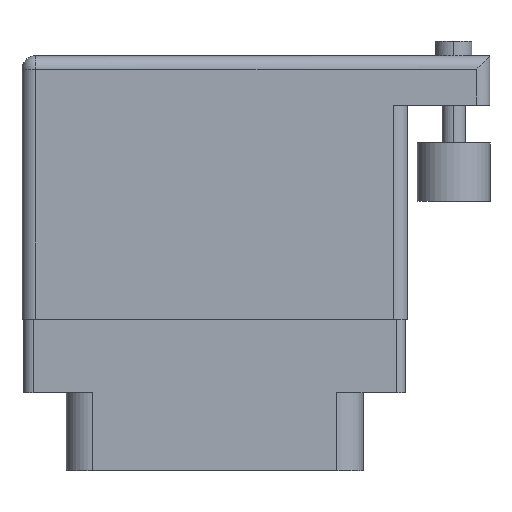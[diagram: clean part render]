
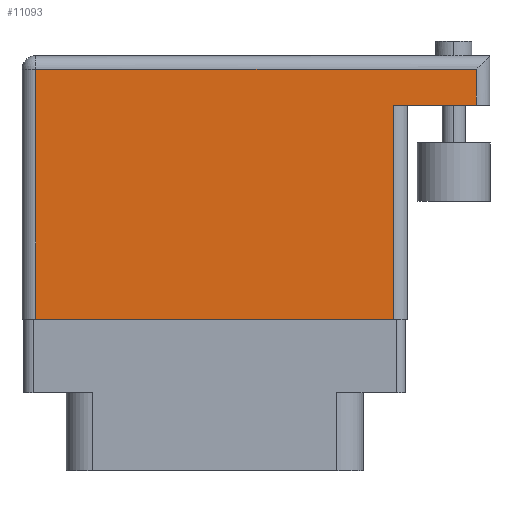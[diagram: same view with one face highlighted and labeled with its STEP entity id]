
A CAD part, front view. The second image highlights one B-rep face of the part: STEP entity #11093.
In plain terms, the highlighted face is planar.
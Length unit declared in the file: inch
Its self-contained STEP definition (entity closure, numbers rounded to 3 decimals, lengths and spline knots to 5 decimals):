
#310 = CARTESIAN_POINT ( 'NONE',  ( 1.562, 0.859, 0. ) ) ;
#610 = DIRECTION ( 'NONE',  ( -1., 0., 0. ) ) ;
#931 = PLANE ( 'NONE',  #16565 ) ;
#1174 = EDGE_LOOP ( 'NONE', ( #21255, #2612, #6833, #3732, #4566, #18715 ) ) ;
#1940 = VECTOR ( 'NONE', #20902, 39.37008 ) ;
#2463 = CARTESIAN_POINT ( 'NONE',  ( 0., 0.859, 0. ) ) ;
#2584 = EDGE_CURVE ( 'NONE', #9818, #16905, #16595, .T. ) ;
#2612 = ORIENTED_EDGE ( 'NONE', *, *, #6906, .T. ) ;
#2624 = VERTEX_POINT ( 'NONE', #8800 ) ;
#3732 = ORIENTED_EDGE ( 'NONE', *, *, #13457, .T. ) ;
#3812 = VERTEX_POINT ( 'NONE', #310 ) ;
#3815 = EDGE_CURVE ( 'NONE', #16905, #10681, #11218, .T. ) ;
#3854 = DIRECTION ( 'NONE',  ( 0., -1., 0. ) ) ;
#3909 = VECTOR ( 'NONE', #3854, 39.37008 ) ;
#4539 = CARTESIAN_POINT ( 'NONE',  ( 0., 0.906, 0. ) ) ;
#4566 = ORIENTED_EDGE ( 'NONE', *, *, #5371, .T. ) ;
#5371 = EDGE_CURVE ( 'NONE', #3812, #9818, #17057, .T. ) ;
#5397 = LINE ( 'NONE', #21523, #18598 ) ;
#5627 = CARTESIAN_POINT ( 'NONE',  ( 1.562, 0.906, 0. ) ) ;
#6168 = DIRECTION ( 'NONE',  ( 0., 0., -1. ) ) ;
#6565 = EDGE_CURVE ( 'NONE', #14365, #2624, #5397, .T. ) ;
#6833 = ORIENTED_EDGE ( 'NONE', *, *, #6565, .F. ) ;
#6906 = EDGE_CURVE ( 'NONE', #10681, #2624, #13030, .T. ) ;
#7809 = VECTOR ( 'NONE', #21396, 39.37008 ) ;
#8703 = VECTOR ( 'NONE', #14116, 39.37008 ) ;
#8800 = CARTESIAN_POINT ( 'NONE',  ( 1.278, 0.736, 0. ) ) ;
#9181 = FACE_OUTER_BOUND ( 'NONE', #1174, .T. ) ;
#9188 = CARTESIAN_POINT ( 'NONE',  ( 1.278, 0.736, 0. ) ) ;
#9818 = VERTEX_POINT ( 'NONE', #19413 ) ;
#10681 = VERTEX_POINT ( 'NONE', #18734 ) ;
#10808 = CARTESIAN_POINT ( 'NONE',  ( 1.562, 0.736, 0. ) ) ;
#11057 = CARTESIAN_POINT ( 'NONE',  ( 0.047, 0., 0. ) ) ;
#11093 = ADVANCED_FACE ( 'NONE', ( #9181 ), #931, .F. ) ;
#11218 = LINE ( 'NONE', #13968, #7809 ) ;
#11418 = DIRECTION ( 'NONE',  ( -1., 0., 0. ) ) ;
#11977 = CARTESIAN_POINT ( 'NONE',  ( 0.047, 0., 0. ) ) ;
#12577 = VECTOR ( 'NONE', #610, 39.37008 ) ;
#13030 = LINE ( 'NONE', #9188, #1940 ) ;
#13457 = EDGE_CURVE ( 'NONE', #14365, #3812, #20575, .T. ) ;
#13968 = CARTESIAN_POINT ( 'NONE',  ( 0., 0., 0. ) ) ;
#14116 = DIRECTION ( 'NONE',  ( 0., 1., 0. ) ) ;
#14365 = VERTEX_POINT ( 'NONE', #10808 ) ;
#14431 = DIRECTION ( 'NONE',  ( -1., 0., 0. ) ) ;
#16565 = AXIS2_PLACEMENT_3D ( 'NONE', #4539, #6168, #14431 ) ;
#16595 = LINE ( 'NONE', #11977, #3909 ) ;
#16905 = VERTEX_POINT ( 'NONE', #11057 ) ;
#17057 = LINE ( 'NONE', #2463, #12577 ) ;
#18598 = VECTOR ( 'NONE', #11418, 39.37008 ) ;
#18715 = ORIENTED_EDGE ( 'NONE', *, *, #2584, .T. ) ;
#18734 = CARTESIAN_POINT ( 'NONE',  ( 1.278, 0., 0. ) ) ;
#19413 = CARTESIAN_POINT ( 'NONE',  ( 0.047, 0.859, 0. ) ) ;
#20575 = LINE ( 'NONE', #5627, #8703 ) ;
#20902 = DIRECTION ( 'NONE',  ( 0., 1., 0. ) ) ;
#21255 = ORIENTED_EDGE ( 'NONE', *, *, #3815, .T. ) ;
#21396 = DIRECTION ( 'NONE',  ( 1., 0., 0. ) ) ;
#21523 = CARTESIAN_POINT ( 'NONE',  ( 1.609, 0.736, 0. ) ) ;
